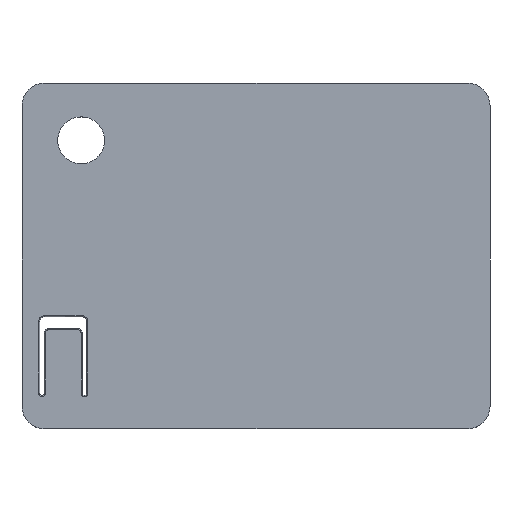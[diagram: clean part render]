
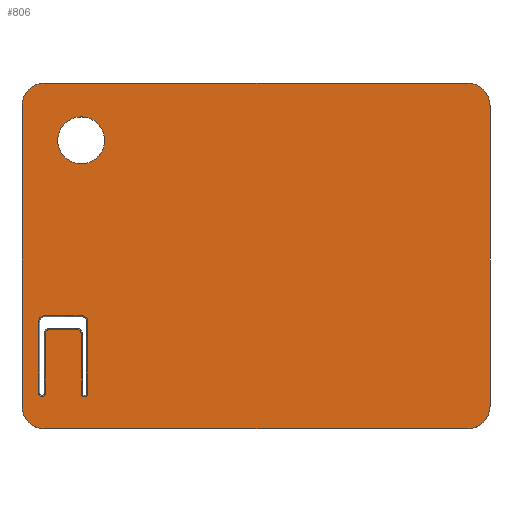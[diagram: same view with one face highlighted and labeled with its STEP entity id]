
A CAD part, top view. The second image highlights one B-rep face of the part: STEP entity #806.
In plain terms, the highlighted planar face has unit normal (0, 0, 1).
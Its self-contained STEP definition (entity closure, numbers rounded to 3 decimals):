
#22=FACE_BOUND('',#265,.T.);
#23=FACE_BOUND('',#266,.T.);
#54=LINE('',#1401,#108);
#55=LINE('',#1412,#109);
#57=LINE('',#1424,#111);
#59=LINE('',#1434,#113);
#60=LINE('',#1442,#114);
#61=LINE('',#1450,#115);
#67=LINE('',#1467,#121);
#68=LINE('',#1471,#122);
#69=LINE('',#1475,#123);
#70=LINE('',#1479,#124);
#108=VECTOR('',#1092,10.);
#109=VECTOR('',#1105,10.);
#111=VECTOR('',#1119,10.);
#113=VECTOR('',#1133,10.);
#114=VECTOR('',#1144,10.);
#115=VECTOR('',#1155,10.);
#121=VECTOR('',#1179,10.);
#122=VECTOR('',#1182,10.);
#123=VECTOR('',#1185,10.);
#124=VECTOR('',#1188,10.);
#166=PLANE('',#926);
#211=FACE_OUTER_BOUND('',#264,.T.);
#264=EDGE_LOOP('',(#696,#697,#698,#699,#700,#701,#702,#703));
#265=EDGE_LOOP('',(#704));
#266=EDGE_LOOP('',(#705,#706,#707,#708,#709,#710,#711,#712,#713,#714,#715,
#716));
#313=CIRCLE('',#892,0.6);
#317=CIRCLE('',#898,0.35);
#321=CIRCLE('',#904,0.4);
#325=CIRCLE('',#910,0.4);
#328=CIRCLE('',#915,0.35);
#330=CIRCLE('',#919,0.6);
#331=CIRCLE('',#927,2.4);
#332=CIRCLE('',#928,2.4);
#333=CIRCLE('',#929,2.4);
#334=CIRCLE('',#930,2.4);
#335=CIRCLE('',#931,2.5);
#379=VERTEX_POINT('',#1374);
#381=VERTEX_POINT('',#1399);
#383=VERTEX_POINT('',#1404);
#385=VERTEX_POINT('',#1410);
#387=VERTEX_POINT('',#1416);
#389=VERTEX_POINT('',#1422);
#390=VERTEX_POINT('',#1427);
#391=VERTEX_POINT('',#1432);
#392=VERTEX_POINT('',#1436);
#393=VERTEX_POINT('',#1440);
#394=VERTEX_POINT('',#1444);
#395=VERTEX_POINT('',#1448);
#396=VERTEX_POINT('',#1465);
#397=VERTEX_POINT('',#1466);
#398=VERTEX_POINT('',#1468);
#399=VERTEX_POINT('',#1470);
#400=VERTEX_POINT('',#1472);
#401=VERTEX_POINT('',#1474);
#402=VERTEX_POINT('',#1476);
#403=VERTEX_POINT('',#1478);
#404=VERTEX_POINT('',#1481);
#471=EDGE_CURVE('',#381,#379,#54,.T.);
#473=EDGE_CURVE('',#383,#381,#313,.T.);
#476=EDGE_CURVE('',#385,#383,#55,.T.);
#479=EDGE_CURVE('',#387,#385,#317,.T.);
#482=EDGE_CURVE('',#389,#387,#57,.T.);
#485=EDGE_CURVE('',#390,#389,#321,.T.);
#488=EDGE_CURVE('',#391,#390,#59,.T.);
#490=EDGE_CURVE('',#392,#391,#325,.T.);
#492=EDGE_CURVE('',#393,#392,#60,.T.);
#494=EDGE_CURVE('',#394,#393,#328,.T.);
#496=EDGE_CURVE('',#395,#394,#61,.T.);
#497=EDGE_CURVE('',#379,#395,#330,.T.);
#503=EDGE_CURVE('',#396,#397,#67,.T.);
#504=EDGE_CURVE('',#397,#398,#331,.T.);
#505=EDGE_CURVE('',#398,#399,#68,.T.);
#506=EDGE_CURVE('',#399,#400,#332,.T.);
#507=EDGE_CURVE('',#400,#401,#69,.T.);
#508=EDGE_CURVE('',#401,#402,#333,.T.);
#509=EDGE_CURVE('',#402,#403,#70,.T.);
#510=EDGE_CURVE('',#403,#396,#334,.T.);
#511=EDGE_CURVE('',#404,#404,#335,.T.);
#696=ORIENTED_EDGE('',*,*,#503,.T.);
#697=ORIENTED_EDGE('',*,*,#504,.T.);
#698=ORIENTED_EDGE('',*,*,#505,.T.);
#699=ORIENTED_EDGE('',*,*,#506,.T.);
#700=ORIENTED_EDGE('',*,*,#507,.T.);
#701=ORIENTED_EDGE('',*,*,#508,.T.);
#702=ORIENTED_EDGE('',*,*,#509,.T.);
#703=ORIENTED_EDGE('',*,*,#510,.T.);
#704=ORIENTED_EDGE('',*,*,#511,.T.);
#705=ORIENTED_EDGE('',*,*,#471,.F.);
#706=ORIENTED_EDGE('',*,*,#473,.F.);
#707=ORIENTED_EDGE('',*,*,#476,.F.);
#708=ORIENTED_EDGE('',*,*,#479,.F.);
#709=ORIENTED_EDGE('',*,*,#482,.F.);
#710=ORIENTED_EDGE('',*,*,#485,.F.);
#711=ORIENTED_EDGE('',*,*,#488,.F.);
#712=ORIENTED_EDGE('',*,*,#490,.F.);
#713=ORIENTED_EDGE('',*,*,#492,.F.);
#714=ORIENTED_EDGE('',*,*,#494,.F.);
#715=ORIENTED_EDGE('',*,*,#496,.F.);
#716=ORIENTED_EDGE('',*,*,#497,.F.);
#806=ADVANCED_FACE('',(#211,#22,#23),#166,.T.);
#892=AXIS2_PLACEMENT_3D('',#1406,#1097,#1098);
#898=AXIS2_PLACEMENT_3D('',#1418,#1111,#1112);
#904=AXIS2_PLACEMENT_3D('',#1429,#1125,#1126);
#910=AXIS2_PLACEMENT_3D('',#1438,#1138,#1139);
#915=AXIS2_PLACEMENT_3D('',#1446,#1149,#1150);
#919=AXIS2_PLACEMENT_3D('',#1452,#1158,#1159);
#926=AXIS2_PLACEMENT_3D('',#1464,#1177,#1178);
#927=AXIS2_PLACEMENT_3D('',#1469,#1180,#1181);
#928=AXIS2_PLACEMENT_3D('',#1473,#1183,#1184);
#929=AXIS2_PLACEMENT_3D('',#1477,#1186,#1187);
#930=AXIS2_PLACEMENT_3D('',#1480,#1189,#1190);
#931=AXIS2_PLACEMENT_3D('',#1482,#1191,#1192);
#1092=DIRECTION('',(-1.,0.,0.));
#1097=DIRECTION('center_axis',(0.,0.,1.));
#1098=DIRECTION('ref_axis',(0.707,0.707,0.));
#1105=DIRECTION('',(0.,1.,0.));
#1111=DIRECTION('center_axis',(0.,0.,1.));
#1112=DIRECTION('ref_axis',(0.,-1.,0.));
#1119=DIRECTION('',(0.,-1.,0.));
#1125=DIRECTION('center_axis',(0.,0.,-1.));
#1126=DIRECTION('ref_axis',(0.707,0.707,0.));
#1133=DIRECTION('',(1.,0.,0.));
#1138=DIRECTION('center_axis',(0.,0.,-1.));
#1139=DIRECTION('ref_axis',(-0.707,0.707,0.));
#1144=DIRECTION('',(0.,1.,0.));
#1149=DIRECTION('center_axis',(0.,0.,1.));
#1150=DIRECTION('ref_axis',(0.,-1.,0.));
#1155=DIRECTION('',(0.,-1.,0.));
#1158=DIRECTION('center_axis',(0.,0.,1.));
#1159=DIRECTION('ref_axis',(-0.71,0.704,0.));
#1177=DIRECTION('center_axis',(0.,0.,1.));
#1178=DIRECTION('ref_axis',(-1.,0.,0.));
#1179=DIRECTION('',(0.,1.,0.));
#1180=DIRECTION('center_axis',(0.,0.,1.));
#1181=DIRECTION('ref_axis',(1.,0.,0.));
#1182=DIRECTION('',(-1.,0.,0.));
#1183=DIRECTION('center_axis',(0.,0.,1.));
#1184=DIRECTION('ref_axis',(0.,1.,0.));
#1185=DIRECTION('',(0.,-1.,0.));
#1186=DIRECTION('center_axis',(0.,0.,1.));
#1187=DIRECTION('ref_axis',(-1.,0.,0.));
#1188=DIRECTION('',(1.,0.,0.));
#1189=DIRECTION('center_axis',(0.,0.,1.));
#1190=DIRECTION('ref_axis',(0.,-1.,0.));
#1191=DIRECTION('center_axis',(0.,0.,-1.));
#1192=DIRECTION('ref_axis',(-1.,0.,0.));
#1374=CARTESIAN_POINT('',(-29.03,-6.372,1.));
#1399=CARTESIAN_POINT('',(-25.,-6.372,1.));
#1401=CARTESIAN_POINT('',(-15.75,-6.372,1.));
#1404=CARTESIAN_POINT('',(-24.4,-6.972,1.));
#1406=CARTESIAN_POINT('Origin',(-25.,-6.972,1.));
#1410=CARTESIAN_POINT('',(-24.4,-14.6,1.));
#1412=CARTESIAN_POINT('',(-24.4,-7.3,1.));
#1416=CARTESIAN_POINT('',(-25.1,-14.6,1.));
#1418=CARTESIAN_POINT('Origin',(-24.75,-14.6,1.));
#1422=CARTESIAN_POINT('',(-25.1,-8.232,1.));
#1424=CARTESIAN_POINT('',(-25.1,-4.116,1.));
#1427=CARTESIAN_POINT('',(-25.5,-7.832,1.));
#1429=CARTESIAN_POINT('Origin',(-25.5,-8.232,1.));
#1432=CARTESIAN_POINT('',(-28.525,-7.832,1.));
#1434=CARTESIAN_POINT('',(-17.513,-7.832,1.));
#1436=CARTESIAN_POINT('',(-28.925,-8.232,1.));
#1438=CARTESIAN_POINT('Origin',(-28.525,-8.232,1.));
#1440=CARTESIAN_POINT('',(-28.925,-14.6,1.));
#1442=CARTESIAN_POINT('',(-28.925,-7.3,1.));
#1444=CARTESIAN_POINT('',(-29.625,-14.6,1.));
#1446=CARTESIAN_POINT('Origin',(-29.275,-14.6,1.));
#1448=CARTESIAN_POINT('',(-29.625,-6.972,1.));
#1450=CARTESIAN_POINT('',(-29.625,-3.486,1.));
#1452=CARTESIAN_POINT('Origin',(-29.025,-6.972,1.));
#1464=CARTESIAN_POINT('Origin',(-6.5,0.,1.));
#1465=CARTESIAN_POINT('',(18.4,-16.,1.));
#1466=CARTESIAN_POINT('',(18.4,16.,1.));
#1467=CARTESIAN_POINT('',(18.4,16.,1.));
#1468=CARTESIAN_POINT('',(16.,18.4,1.));
#1469=CARTESIAN_POINT('Origin',(16.,16.,1.));
#1470=CARTESIAN_POINT('',(-29.,18.4,1.));
#1471=CARTESIAN_POINT('',(-29.,18.4,1.));
#1472=CARTESIAN_POINT('',(-31.4,16.,1.));
#1473=CARTESIAN_POINT('Origin',(-29.,16.,1.));
#1474=CARTESIAN_POINT('',(-31.4,-16.,1.));
#1475=CARTESIAN_POINT('',(-31.4,-16.,1.));
#1476=CARTESIAN_POINT('',(-29.,-18.4,1.));
#1477=CARTESIAN_POINT('Origin',(-29.,-16.,1.));
#1478=CARTESIAN_POINT('',(16.,-18.4,1.));
#1479=CARTESIAN_POINT('',(16.,-18.4,1.));
#1480=CARTESIAN_POINT('Origin',(16.,-16.,1.));
#1481=CARTESIAN_POINT('',(-22.6,12.3,1.));
#1482=CARTESIAN_POINT('Origin',(-25.1,12.3,1.));
